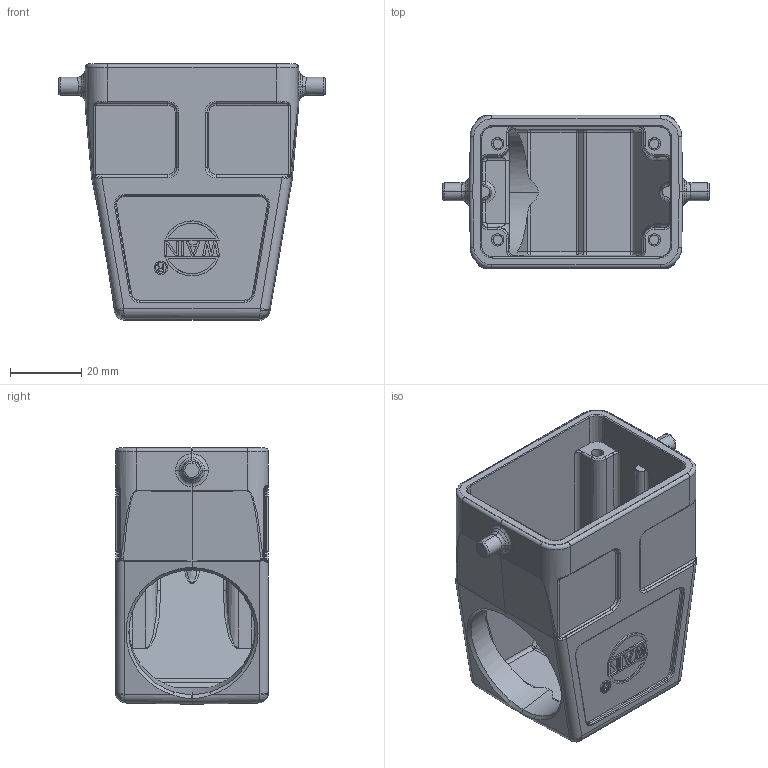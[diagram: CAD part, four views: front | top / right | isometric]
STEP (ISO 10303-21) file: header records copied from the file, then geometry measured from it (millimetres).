
FILE_DESCRIPTION((''),'2;1');
FILE_NAME('3D_1110065105004_H6B-SEH-2B-M32','2019-03-27T',('sh.ye'),(''),'PRO/ENGINEER BY PARAMETRIC TECHNOLOGY CORPORATION, 2015240','PRO/ENGINEER BY PARAMETRIC TECHNOLOGY CORPORATION, 2015240','');
FILE_SCHEMA(('AUTOMOTIVE_DESIGN { 1 0 10303 214 1 1 1 1 }'));
Length unit declared in the file: millimetre
Products named in the file (1): 3D_1110065105004_H6B-SEH-2B-M32
Bounding box: 75 x 43 x 72.1 mm (x, y, z)
Volume: 50606 mm3; surface area: 27682.2 mm2
Topology: 1 solids, 1 shells, 616 faces, 1476 edges, 887 vertices
Faces by surface type: plane 245, cylinder 164, bspline 94, torus 77, cone 18, sphere 10, extrusion 8
Entity records: 23191 total; most frequent: CARTESIAN_POINT 9529, ORIENTED_EDGE 2932, DIRECTION 2658, EDGE_CURVE 1466, AXIS2_PLACEMENT_3D 933, VERTEX_POINT 887, VECTOR 792, LINE 784
